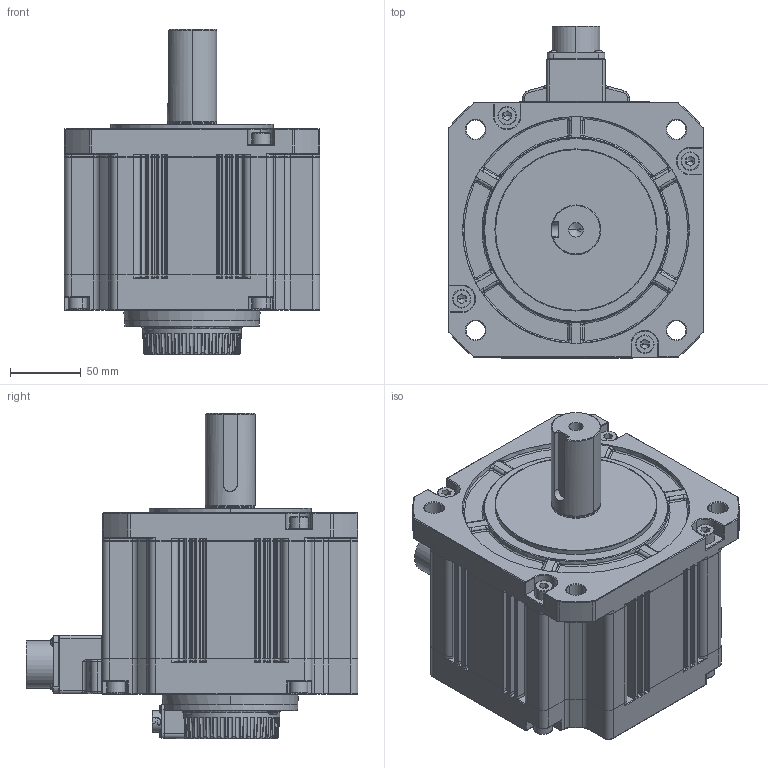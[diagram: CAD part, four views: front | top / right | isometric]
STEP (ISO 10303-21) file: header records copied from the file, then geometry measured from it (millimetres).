
FILE_DESCRIPTION (( 'STEP AP203' ), '1' );
FILE_NAME ('SV-X2MM300A-N4LA.STEP', '2021-10-12T13:23:12', ( 'China' ), ( 'Microsoft' ), 'SwSTEP 2.0', 'SolidWorks 2016', '' );
FILE_SCHEMA (( 'CONFIG_CONTROL_DESIGN' ));
Products named in the file (1): SV-X2MM300A-N4LA
Bounding box: 180 x 233.9 x 229.2 mm (x, y, z)
Volume: 3906198.7 mm3; surface area: 214996.2 mm2
Topology: 1 solids, 14 shells, 2558 faces, 6608 edges, 4084 vertices
Faces by surface type: cylinder 1087, plane 841, bspline 230, cone 207, torus 132, sphere 61
Entity records: 104134 total; most frequent: CARTESIAN_POINT 44604, ORIENTED_EDGE 13022, DIRECTION 11879, EDGE_CURVE 6511, AXIS2_PLACEMENT_3D 4505, VERTEX_POINT 4056, VECTOR 2869, LINE 2869
